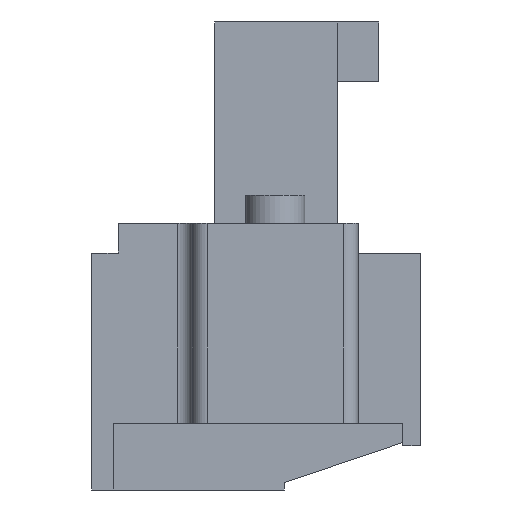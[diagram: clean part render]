
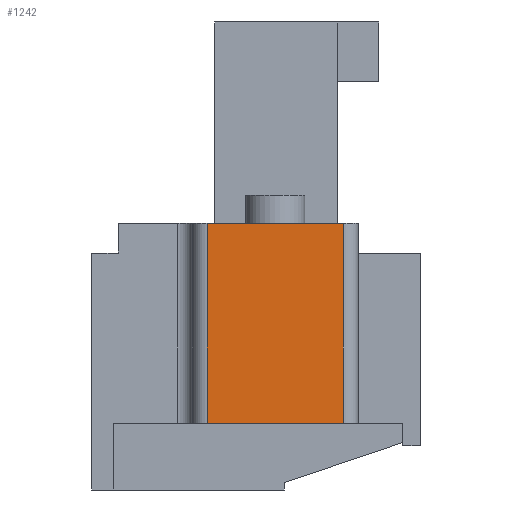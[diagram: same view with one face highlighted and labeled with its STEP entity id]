
A CAD part, left-side view. The second image highlights one B-rep face of the part: STEP entity #1242.
In plain terms, the highlighted planar face has unit normal (-1, 0, 0).
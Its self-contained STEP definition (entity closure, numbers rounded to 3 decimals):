
#1242 = ADVANCED_FACE( '', ( #2554 ), #2555, .T. );
#2554 = FACE_OUTER_BOUND( '', #3980, .T. );
#2555 = PLANE( '', #3981 );
#3980 = EDGE_LOOP( '', ( #7078, #7079, #7080, #7081 ) );
#3981 = AXIS2_PLACEMENT_3D( '', #7082, #7083, #7084 );
#7078 = ORIENTED_EDGE( '', *, *, #9730, .T. );
#7079 = ORIENTED_EDGE( '', *, *, #9385, .T. );
#7080 = ORIENTED_EDGE( '', *, *, #9061, .T. );
#7081 = ORIENTED_EDGE( '', *, *, #9046, .T. );
#7082 = CARTESIAN_POINT( '', ( -12.82, 0., 0. ) );
#7083 = DIRECTION( '', ( -1., 0., 0. ) );
#7084 = DIRECTION( '', ( 0., 0., 1. ) );
#9046 = EDGE_CURVE( '', #11030, #11032, #11034, .T. );
#9061 = EDGE_CURVE( '', #11057, #11030, #11058, .T. );
#9385 = EDGE_CURVE( '', #11545, #11057, #11548, .T. );
#9730 = EDGE_CURVE( '', #11032, #11545, #12005, .T. );
#11030 = VERTEX_POINT( '', #13855 );
#11032 = VERTEX_POINT( '', #13857 );
#11034 = LINE( '', #13859, #13860 );
#11057 = VERTEX_POINT( '', #13894 );
#11058 = LINE( '', #13895, #13896 );
#11545 = VERTEX_POINT( '', #14594 );
#11548 = LINE( '', #14598, #14599 );
#12005 = LINE( '', #15298, #15299 );
#13855 = CARTESIAN_POINT( '', ( -12.82, -3.55, -1.75 ) );
#13857 = CARTESIAN_POINT( '', ( -12.82, -3.55, 5. ) );
#13859 = CARTESIAN_POINT( '', ( -12.82, -3.55, 5. ) );
#13860 = VECTOR( '', #16363, 1000. );
#13894 = CARTESIAN_POINT( '', ( -12.82, 1.05, -1.75 ) );
#13895 = CARTESIAN_POINT( '', ( -12.82, 1.55, -1.75 ) );
#13896 = VECTOR( '', #16375, 1000. );
#14594 = CARTESIAN_POINT( '', ( -12.82, 1.05, 5. ) );
#14598 = CARTESIAN_POINT( '', ( -12.82, 1.05, -1.75 ) );
#14599 = VECTOR( '', #16687, 1000. );
#15298 = CARTESIAN_POINT( '', ( -12.82, -4.05, 5. ) );
#15299 = VECTOR( '', #16983, 1000. );
#16363 = DIRECTION( '', ( 0., 0., 1. ) );
#16375 = DIRECTION( '', ( 0., -1., 0. ) );
#16687 = DIRECTION( '', ( 0., 0., -1. ) );
#16983 = DIRECTION( '', ( 0., 1., 0. ) );
